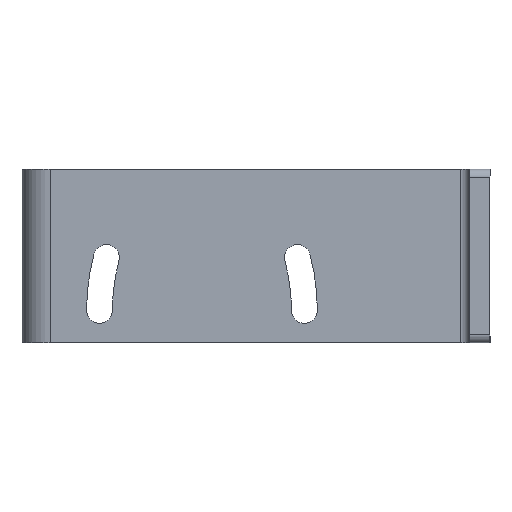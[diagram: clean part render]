
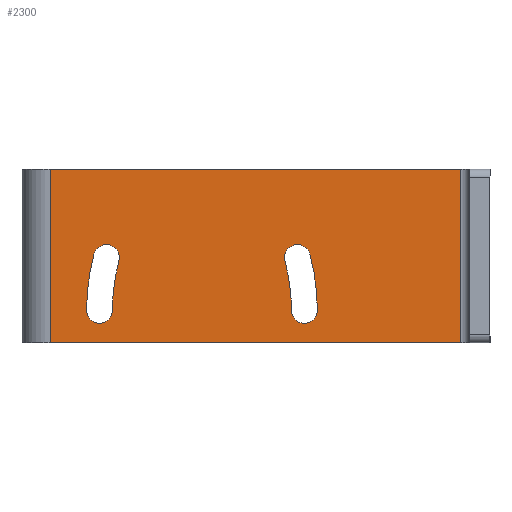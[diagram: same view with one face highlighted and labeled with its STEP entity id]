
A CAD part, left-side view. The second image highlights one B-rep face of the part: STEP entity #2300.
In plain terms, the highlighted planar face has unit normal (-1, 0, 0).
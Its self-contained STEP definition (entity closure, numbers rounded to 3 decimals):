
#530=DIRECTION('',(0.,1.,0.));
#531=VECTOR('',#530,50.82);
#532=CARTESIAN_POINT('',(-9.29,3.68,10.75));
#533=LINE('',#532,#531);
#1076=DIRECTION('',(0.,0.,1.));
#1077=VECTOR('',#1076,21.5);
#1078=CARTESIAN_POINT('',(-9.29,3.68,-10.75));
#1079=LINE('',#1078,#1077);
#1083=DIRECTION('',(0.,1.,0.));
#1084=VECTOR('',#1083,50.82);
#1085=CARTESIAN_POINT('',(-9.29,3.68,-10.75));
#1086=LINE('',#1085,#1084);
#1090=CARTESIAN_POINT('',(-9.29,23.,-6.75));
#1091=DIRECTION('',(-1.,0.,0.));
#1092=DIRECTION('',(0.,0.966,0.259));
#1093=AXIS2_PLACEMENT_3D('',#1090,#1091,#1092);
#1098=CARTESIAN_POINT('',(-9.29,48.4,-6.75));
#1099=DIRECTION('',(-1.,0.,0.));
#1100=DIRECTION('',(0.,1.,0.));
#1101=AXIS2_PLACEMENT_3D('',#1098,#1099,#1100);
#1106=CARTESIAN_POINT('',(-9.29,48.4,-6.75));
#1107=DIRECTION('',(-1.,0.,0.));
#1108=DIRECTION('',(0.,0.,-1.));
#1109=AXIS2_PLACEMENT_3D('',#1106,#1107,#1108);
#1114=CARTESIAN_POINT('',(-9.29,23.,-6.75));
#1115=DIRECTION('',(1.,0.,0.));
#1116=DIRECTION('',(0.,1.,0.));
#1117=AXIS2_PLACEMENT_3D('',#1114,#1115,#1116);
#1122=CARTESIAN_POINT('',(-9.29,47.535,-0.176));
#1123=DIRECTION('',(-1.,0.,0.));
#1124=DIRECTION('',(0.,-0.966,-0.259));
#1125=AXIS2_PLACEMENT_3D('',#1122,#1123,#1124);
#1130=CARTESIAN_POINT('',(-9.29,47.535,-0.176));
#1131=DIRECTION('',(-1.,0.,0.));
#1132=DIRECTION('',(0.,0.,1.));
#1133=AXIS2_PLACEMENT_3D('',#1130,#1131,#1132);
#1138=CARTESIAN_POINT('',(-9.29,48.4,-6.75));
#1139=DIRECTION('',(-1.,0.,0.));
#1140=DIRECTION('',(0.,-1.,0.));
#1141=AXIS2_PLACEMENT_3D('',#1138,#1139,#1140);
#1146=CARTESIAN_POINT('',(-9.29,23.865,-0.176));
#1147=DIRECTION('',(-1.,0.,0.));
#1148=DIRECTION('',(0.,-0.966,0.259));
#1149=AXIS2_PLACEMENT_3D('',#1146,#1147,#1148);
#1154=CARTESIAN_POINT('',(-9.29,23.865,-0.176));
#1155=DIRECTION('',(-1.,0.,0.));
#1156=DIRECTION('',(0.,0.,1.));
#1157=AXIS2_PLACEMENT_3D('',#1154,#1155,#1156);
#1162=CARTESIAN_POINT('',(-9.29,48.4,-6.75));
#1163=DIRECTION('',(1.,0.,0.));
#1164=DIRECTION('',(0.,-0.966,0.259));
#1165=AXIS2_PLACEMENT_3D('',#1162,#1163,#1164);
#1170=CARTESIAN_POINT('',(-9.29,23.,-6.75));
#1171=DIRECTION('',(-1.,0.,0.));
#1172=DIRECTION('',(0.,1.,0.));
#1173=AXIS2_PLACEMENT_3D('',#1170,#1171,#1172);
#1178=CARTESIAN_POINT('',(-9.29,23.,-6.75));
#1179=DIRECTION('',(-1.,0.,0.));
#1180=DIRECTION('',(0.,0.,-1.));
#1181=AXIS2_PLACEMENT_3D('',#1178,#1179,#1180);
#1193=DIRECTION('',(0.,0.,-1.));
#1194=VECTOR('',#1193,21.5);
#1195=CARTESIAN_POINT('',(-9.29,54.5,10.75));
#1196=LINE('',#1195,#1194);
#1525=CARTESIAN_POINT('',(-9.29,54.5,-10.75));
#1526=VERTEX_POINT('',#1525);
#1527=CARTESIAN_POINT('',(-9.29,3.68,-10.75));
#1528=VERTEX_POINT('',#1527);
#1599=CARTESIAN_POINT('',(-9.29,3.68,10.75));
#1600=VERTEX_POINT('',#1599);
#1601=CARTESIAN_POINT('',(-9.29,54.5,10.75));
#1602=VERTEX_POINT('',#1601);
#1701=CARTESIAN_POINT('',(-9.29,49.08,0.238));
#1702=CARTESIAN_POINT('',(-9.29,50.,-6.75));
#1703=VERTEX_POINT('',#1701);
#1704=VERTEX_POINT('',#1702);
#1705=CARTESIAN_POINT('',(-9.29,48.4,-8.35));
#1706=VERTEX_POINT('',#1705);
#1707=CARTESIAN_POINT('',(-9.29,46.8,-6.75));
#1708=VERTEX_POINT('',#1707);
#1709=CARTESIAN_POINT('',(-9.29,45.989,-0.59));
#1710=VERTEX_POINT('',#1709);
#1711=CARTESIAN_POINT('',(-9.29,47.535,1.424));
#1712=VERTEX_POINT('',#1711);
#1713=CARTESIAN_POINT('',(-9.29,21.4,-6.75));
#1714=CARTESIAN_POINT('',(-9.29,22.32,0.238));
#1715=VERTEX_POINT('',#1713);
#1716=VERTEX_POINT('',#1714);
#1717=CARTESIAN_POINT('',(-9.29,23.865,1.424));
#1718=VERTEX_POINT('',#1717);
#1719=CARTESIAN_POINT('',(-9.29,25.411,-0.59));
#1720=VERTEX_POINT('',#1719);
#1721=CARTESIAN_POINT('',(-9.29,24.6,-6.75));
#1722=VERTEX_POINT('',#1721);
#1723=CARTESIAN_POINT('',(-9.29,23.,-8.35));
#1724=VERTEX_POINT('',#1723);
#2260=CARTESIAN_POINT('',(-9.29,55.46,10.75));
#2261=DIRECTION('',(-1.,0.,0.));
#2262=DIRECTION('',(0.,0.,-1.));
#2263=AXIS2_PLACEMENT_3D('',#2260,#2261,#2262);
#2264=PLANE('',#2263);
#2266=ORIENTED_EDGE('',*,*,#2265,.F.);
#2267=ORIENTED_EDGE('',*,*,#1993,.F.);
#2268=ORIENTED_EDGE('',*,*,#2254,.F.);
#2269=ORIENTED_EDGE('',*,*,#1866,.T.);
#2270=EDGE_LOOP('',(#2266,#2267,#2268,#2269));
#2271=FACE_OUTER_BOUND('',#2270,.F.);
#2273=ORIENTED_EDGE('',*,*,#2272,.T.);
#2275=ORIENTED_EDGE('',*,*,#2274,.T.);
#2277=ORIENTED_EDGE('',*,*,#2276,.T.);
#2279=ORIENTED_EDGE('',*,*,#2278,.T.);
#2281=ORIENTED_EDGE('',*,*,#2280,.T.);
#2283=ORIENTED_EDGE('',*,*,#2282,.T.);
#2284=EDGE_LOOP('',(#2273,#2275,#2277,#2279,#2281,#2283));
#2285=FACE_BOUND('',#2284,.F.);
#2287=ORIENTED_EDGE('',*,*,#2286,.T.);
#2289=ORIENTED_EDGE('',*,*,#2288,.T.);
#2291=ORIENTED_EDGE('',*,*,#2290,.T.);
#2293=ORIENTED_EDGE('',*,*,#2292,.T.);
#2295=ORIENTED_EDGE('',*,*,#2294,.T.);
#2297=ORIENTED_EDGE('',*,*,#2296,.T.);
#2298=EDGE_LOOP('',(#2287,#2289,#2291,#2293,#2295,#2297));
#2299=FACE_BOUND('',#2298,.F.);
#2300=ADVANCED_FACE('',(#2271,#2285,#2299),#2264,.T.);
#1094=CIRCLE('',#1093,27.);
#1102=CIRCLE('',#1101,1.6);
#1110=CIRCLE('',#1109,1.6);
#1118=CIRCLE('',#1117,23.8);
#1126=CIRCLE('',#1125,1.6);
#1134=CIRCLE('',#1133,1.6);
#1142=CIRCLE('',#1141,27.);
#1150=CIRCLE('',#1149,1.6);
#1158=CIRCLE('',#1157,1.6);
#1166=CIRCLE('',#1165,23.8);
#1174=CIRCLE('',#1173,1.6);
#1182=CIRCLE('',#1181,1.6);
#1866=EDGE_CURVE('',#1528,#1526,#1086,.T.);
#1993=EDGE_CURVE('',#1600,#1602,#533,.T.);
#2254=EDGE_CURVE('',#1528,#1600,#1079,.T.);
#2265=EDGE_CURVE('',#1602,#1526,#1196,.T.);
#2272=EDGE_CURVE('',#1703,#1704,#1094,.T.);
#2274=EDGE_CURVE('',#1704,#1706,#1102,.T.);
#2276=EDGE_CURVE('',#1706,#1708,#1110,.T.);
#2278=EDGE_CURVE('',#1708,#1710,#1118,.T.);
#2280=EDGE_CURVE('',#1710,#1712,#1126,.T.);
#2282=EDGE_CURVE('',#1712,#1703,#1134,.T.);
#2286=EDGE_CURVE('',#1715,#1716,#1142,.T.);
#2288=EDGE_CURVE('',#1716,#1718,#1150,.T.);
#2290=EDGE_CURVE('',#1718,#1720,#1158,.T.);
#2292=EDGE_CURVE('',#1720,#1722,#1166,.T.);
#2294=EDGE_CURVE('',#1722,#1724,#1174,.T.);
#2296=EDGE_CURVE('',#1724,#1715,#1182,.T.);
